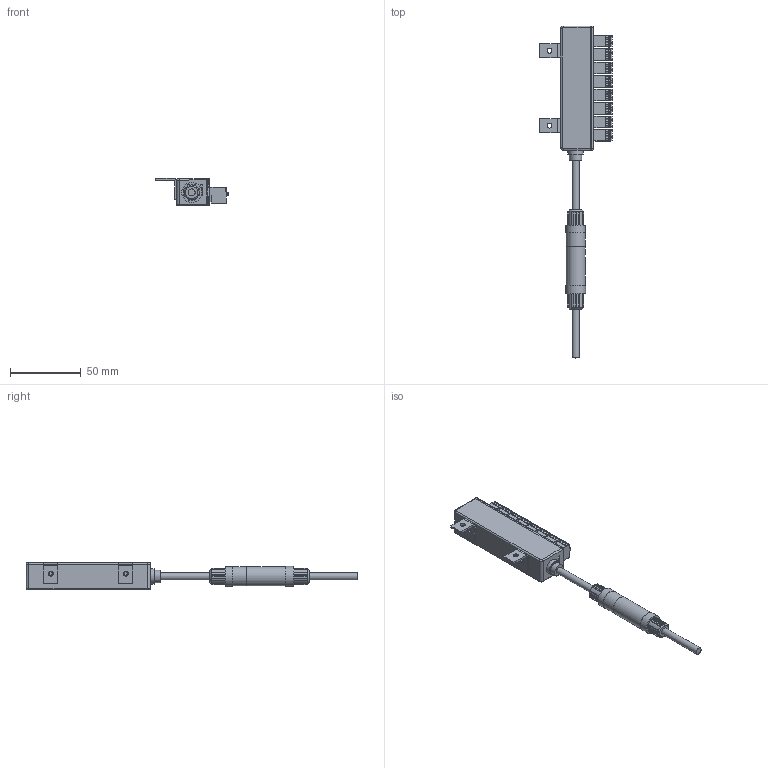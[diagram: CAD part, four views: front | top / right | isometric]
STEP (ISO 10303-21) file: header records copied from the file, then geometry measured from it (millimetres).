
FILE_DESCRIPTION(/* description */ (''),/* implementation_level */ '2;1');
FILE_NAME(/* name */ 'S001-8F 3D.stp',/* time_stamp */ '2024-08-15T15:34:21+08:00',/* author */ (''),/* organization */ (''),/* preprocessor_version */ 'ST-DEVELOPER v14',/* originating_system */ 'SIEMENS PLM Software NX 8.0',/* authorisation */ '');
FILE_SCHEMA (('AUTOMOTIVE_DESIGN { 1 0 10303 214 3 1 1 1 }'));
Products named in the file (1): S001-8F 3D_stp
Bounding box: 51.5 x 234.82 x 19.4 mm (x, y, z)
Volume: 57343.6 mm3; surface area: 26229 mm2
Topology: 3 solids, 17 shells, 2627 faces, 7013 edges, 4560 vertices
Faces by surface type: plane 1820, cylinder 662, extrusion 70, torus 50, cone 13, bspline 8, sphere 4
Full cylindrical faces by diameter (mm): 3.5 x4, 3.7 x1, 4.6 x1, 5 x2, 5.8 x1, 6.5 x1, 8.75 x1, 9.8 x1, 10 x1, 10.934 x1, 13.5 x2, 13.8 x1, 14.1 x1
Entity records: 90138 total; most frequent: CARTESIAN_POINT 23568, ORIENTED_EDGE 13950, DIRECTION 13072, EDGE_CURVE 6975, VECTOR 5398, LINE 5328, VERTEX_POINT 4552, AXIS2_PLACEMENT_3D 3837
